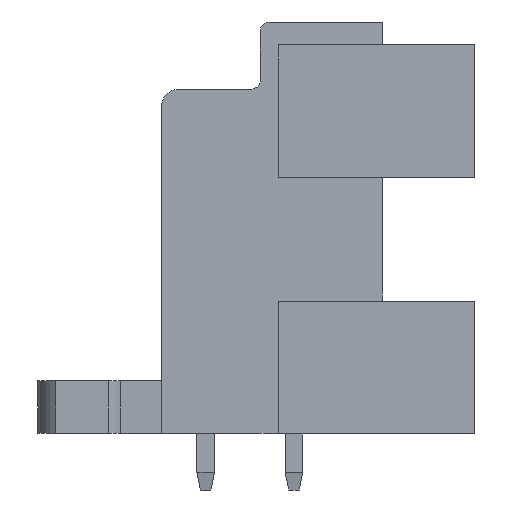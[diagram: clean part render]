
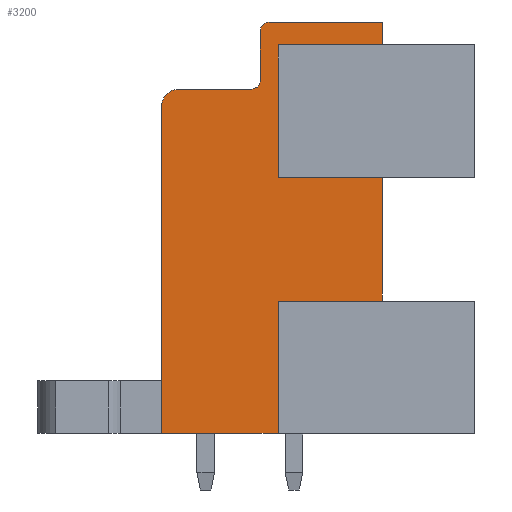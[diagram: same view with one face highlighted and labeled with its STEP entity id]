
A CAD part, left-side view. The second image highlights one B-rep face of the part: STEP entity #3200.
In plain terms, the highlighted planar face has unit normal (-1, 0, 0).
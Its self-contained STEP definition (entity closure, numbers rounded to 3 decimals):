
#1690=AXIS2_PLACEMENT_3D('Circle Axis2P3D',#1688,#1689,$) ;
#1752=AXIS2_PLACEMENT_3D('Circle Axis2P3D',#1750,#1751,$) ;
#1814=AXIS2_PLACEMENT_3D('Circle Axis2P3D',#1812,#1813,$) ;
#3171=AXIS2_PLACEMENT_3D('Plane Axis2P3D',#3168,#3169,#3170) ;
#697=CARTESIAN_POINT('Vertex',(3.5,5.2,10.7)) ;
#700=CARTESIAN_POINT('Line Origine',(3.5,8.15,10.7)) ;
#704=CARTESIAN_POINT('Vertex',(3.5,11.1,10.7)) ;
#782=CARTESIAN_POINT('Vertex',(3.5,5.2,17.7)) ;
#785=CARTESIAN_POINT('Line Origine',(3.5,5.2,14.2)) ;
#841=CARTESIAN_POINT('Vertex',(3.5,11.1,17.7)) ;
#844=CARTESIAN_POINT('Line Origine',(3.5,8.15,17.7)) ;
#1543=CARTESIAN_POINT('Vertex',(3.5,5.2,25.2)) ;
#1546=CARTESIAN_POINT('Line Origine',(3.5,8.15,25.2)) ;
#1550=CARTESIAN_POINT('Vertex',(3.5,11.1,25.2)) ;
#1623=CARTESIAN_POINT('Vertex',(3.5,5.2,26.5)) ;
#1626=CARTESIAN_POINT('Line Origine',(3.5,5.2,25.85)) ;
#1654=CARTESIAN_POINT('Vertex',(3.5,11.6,26.5)) ;
#1657=CARTESIAN_POINT('Line Origine',(3.5,8.4,26.5)) ;
#1685=CARTESIAN_POINT('Vertex',(3.5,12.1,26.)) ;
#1688=CARTESIAN_POINT('Axis2P3D Location',(3.5,11.6,26.)) ;
#1716=CARTESIAN_POINT('Vertex',(3.5,12.1,23.2)) ;
#1719=CARTESIAN_POINT('Line Origine',(3.5,12.1,24.6)) ;
#1747=CARTESIAN_POINT('Vertex',(3.5,12.6,22.7)) ;
#1750=CARTESIAN_POINT('Axis2P3D Location',(3.5,12.6,23.2)) ;
#1778=CARTESIAN_POINT('Vertex',(3.5,16.7,22.7)) ;
#1781=CARTESIAN_POINT('Line Origine',(3.5,14.65,22.7)) ;
#1809=CARTESIAN_POINT('Vertex',(3.5,17.7,21.7)) ;
#1812=CARTESIAN_POINT('Axis2P3D Location',(3.5,16.7,21.7)) ;
#1891=CARTESIAN_POINT('Vertex',(3.5,17.7,3.2)) ;
#1894=CARTESIAN_POINT('Line Origine',(3.5,17.7,12.45)) ;
#1986=CARTESIAN_POINT('Vertex',(3.5,11.1,3.2)) ;
#1989=CARTESIAN_POINT('Line Origine',(3.5,14.4,3.2)) ;
#3168=CARTESIAN_POINT('Axis2P3D Location',(3.5,0.,0.)) ;
#3173=CARTESIAN_POINT('Line Origine',(3.5,11.1,21.45)) ;
#3178=CARTESIAN_POINT('Line Origine',(3.5,11.1,6.95)) ;
#701=DIRECTION('Vector Direction',(0.,-1.,0.)) ;
#786=DIRECTION('Vector Direction',(0.,0.,-1.)) ;
#845=DIRECTION('Vector Direction',(0.,1.,0.)) ;
#1547=DIRECTION('Vector Direction',(0.,-1.,0.)) ;
#1627=DIRECTION('Vector Direction',(0.,0.,-1.)) ;
#1658=DIRECTION('Vector Direction',(0.,-1.,0.)) ;
#1689=DIRECTION('Axis2P3D Direction',(-1.,0.,0.)) ;
#1720=DIRECTION('Vector Direction',(0.,0.,1.)) ;
#1751=DIRECTION('Axis2P3D Direction',(-1.,0.,0.)) ;
#1782=DIRECTION('Vector Direction',(0.,-1.,0.)) ;
#1813=DIRECTION('Axis2P3D Direction',(-1.,0.,0.)) ;
#1895=DIRECTION('Vector Direction',(0.,0.,1.)) ;
#1990=DIRECTION('Vector Direction',(0.,1.,0.)) ;
#3169=DIRECTION('Axis2P3D Direction',(-1.,0.,0.)) ;
#3170=DIRECTION('Axis2P3D XDirection',(0.,-1.,0.)) ;
#3174=DIRECTION('Vector Direction',(0.,0.,1.)) ;
#3179=DIRECTION('Vector Direction',(0.,0.,1.)) ;
#702=VECTOR('Line Direction',#701,1.) ;
#787=VECTOR('Line Direction',#786,1.) ;
#846=VECTOR('Line Direction',#845,1.) ;
#1548=VECTOR('Line Direction',#1547,1.) ;
#1628=VECTOR('Line Direction',#1627,1.) ;
#1659=VECTOR('Line Direction',#1658,1.) ;
#1721=VECTOR('Line Direction',#1720,1.) ;
#1783=VECTOR('Line Direction',#1782,1.) ;
#1896=VECTOR('Line Direction',#1895,1.) ;
#1991=VECTOR('Line Direction',#1990,1.) ;
#3175=VECTOR('Line Direction',#3174,1.) ;
#3180=VECTOR('Line Direction',#3179,1.) ;
#3184=ORIENTED_EDGE('',*,*,#848,.F.) ;
#3185=ORIENTED_EDGE('',*,*,#3177,.F.) ;
#3186=ORIENTED_EDGE('',*,*,#1552,.F.) ;
#3187=ORIENTED_EDGE('',*,*,#1630,.T.) ;
#3188=ORIENTED_EDGE('',*,*,#1661,.T.) ;
#3189=ORIENTED_EDGE('',*,*,#1692,.T.) ;
#3190=ORIENTED_EDGE('',*,*,#1723,.T.) ;
#3191=ORIENTED_EDGE('',*,*,#1754,.T.) ;
#3192=ORIENTED_EDGE('',*,*,#1785,.T.) ;
#3193=ORIENTED_EDGE('',*,*,#1816,.T.) ;
#3194=ORIENTED_EDGE('',*,*,#1898,.T.) ;
#3195=ORIENTED_EDGE('',*,*,#1993,.T.) ;
#3196=ORIENTED_EDGE('',*,*,#3182,.F.) ;
#3197=ORIENTED_EDGE('',*,*,#706,.F.) ;
#3198=ORIENTED_EDGE('',*,*,#789,.T.) ;
#3200=ADVANCED_FACE('Housing',(#3199),#3172,.T.) ;
#1691=CIRCLE('generated circle',#1690,0.5) ;
#1753=CIRCLE('generated circle',#1752,0.5) ;
#1815=CIRCLE('generated circle',#1814,1.) ;
#706=EDGE_CURVE('',#698,#705,#703,.F.) ;
#789=EDGE_CURVE('',#698,#783,#788,.F.) ;
#848=EDGE_CURVE('',#842,#783,#847,.F.) ;
#1552=EDGE_CURVE('',#1544,#1551,#1549,.F.) ;
#1630=EDGE_CURVE('',#1544,#1624,#1629,.F.) ;
#1661=EDGE_CURVE('',#1624,#1655,#1660,.F.) ;
#1692=EDGE_CURVE('',#1655,#1686,#1691,.T.) ;
#1723=EDGE_CURVE('',#1686,#1717,#1722,.F.) ;
#1754=EDGE_CURVE('',#1717,#1748,#1753,.F.) ;
#1785=EDGE_CURVE('',#1748,#1779,#1784,.F.) ;
#1816=EDGE_CURVE('',#1779,#1810,#1815,.T.) ;
#1898=EDGE_CURVE('',#1810,#1892,#1897,.F.) ;
#1993=EDGE_CURVE('',#1892,#1987,#1992,.F.) ;
#3177=EDGE_CURVE('',#1551,#842,#3176,.F.) ;
#3182=EDGE_CURVE('',#705,#1987,#3181,.F.) ;
#3183=EDGE_LOOP('',(#3184,#3185,#3186,#3187,#3188,#3189,#3190,#3191,#3192,#3193,#3194,#3195,#3196,#3197,#3198)) ;
#3199=FACE_OUTER_BOUND('',#3183,.T.) ;
#703=LINE('Line',#700,#702) ;
#788=LINE('Line',#785,#787) ;
#847=LINE('Line',#844,#846) ;
#1549=LINE('Line',#1546,#1548) ;
#1629=LINE('Line',#1626,#1628) ;
#1660=LINE('Line',#1657,#1659) ;
#1722=LINE('Line',#1719,#1721) ;
#1784=LINE('Line',#1781,#1783) ;
#1897=LINE('Line',#1894,#1896) ;
#1992=LINE('Line',#1989,#1991) ;
#3176=LINE('Line',#3173,#3175) ;
#3181=LINE('Line',#3178,#3180) ;
#3172=PLANE('',#3171) ;
#698=VERTEX_POINT('',#697) ;
#705=VERTEX_POINT('',#704) ;
#783=VERTEX_POINT('',#782) ;
#842=VERTEX_POINT('',#841) ;
#1544=VERTEX_POINT('',#1543) ;
#1551=VERTEX_POINT('',#1550) ;
#1624=VERTEX_POINT('',#1623) ;
#1655=VERTEX_POINT('',#1654) ;
#1686=VERTEX_POINT('',#1685) ;
#1717=VERTEX_POINT('',#1716) ;
#1748=VERTEX_POINT('',#1747) ;
#1779=VERTEX_POINT('',#1778) ;
#1810=VERTEX_POINT('',#1809) ;
#1892=VERTEX_POINT('',#1891) ;
#1987=VERTEX_POINT('',#1986) ;
